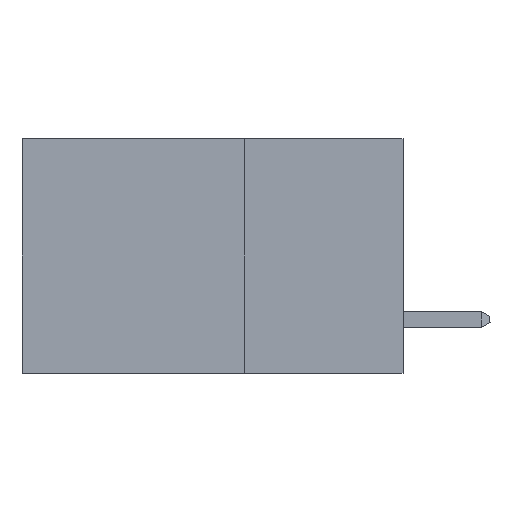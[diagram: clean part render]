
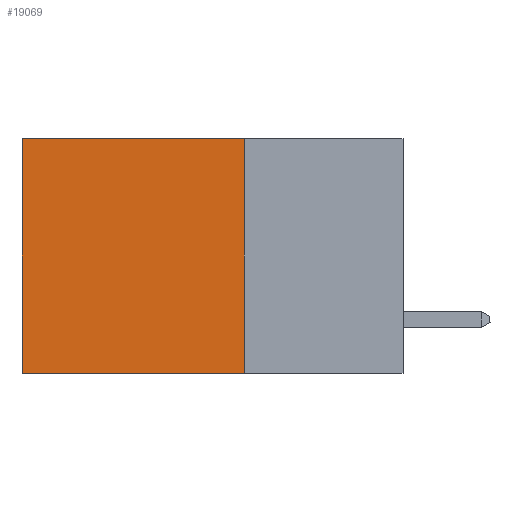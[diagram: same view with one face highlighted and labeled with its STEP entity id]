
A CAD part, left-side view. The second image highlights one B-rep face of the part: STEP entity #19069.
In plain terms, the highlighted planar face has unit normal (-1, 0, 0).
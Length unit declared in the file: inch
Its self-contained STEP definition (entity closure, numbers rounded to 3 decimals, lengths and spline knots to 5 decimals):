
#940 = DIRECTION ( 'NONE',  ( 0., 1., 0. ) ) ;
#1173 = CARTESIAN_POINT ( 'NONE',  ( 0.2875, 0.25, 0. ) ) ;
#1376 = CARTESIAN_POINT ( 'NONE',  ( 0.2875, 0.25, 0. ) ) ;
#2459 = VERTEX_POINT ( 'NONE', #2576 ) ;
#2576 = CARTESIAN_POINT ( 'NONE',  ( 0.2875, 0.6, -0.37 ) ) ;
#2781 = EDGE_CURVE ( 'NONE', #21905, #21217, #24033, .T. ) ;
#3326 = ORIENTED_EDGE ( 'NONE', *, *, #32544, .T. ) ;
#3689 = CARTESIAN_POINT ( 'NONE',  ( 0.2875, 0.25, -0.37 ) ) ;
#4230 = DIRECTION ( 'NONE',  ( 0., 0., -1. ) ) ;
#4348 = DIRECTION ( 'NONE',  ( 1., 0., 0. ) ) ;
#5505 = ORIENTED_EDGE ( 'NONE', *, *, #26976, .F. ) ;
#6048 = LINE ( 'NONE', #1376, #8003 ) ;
#6682 = VECTOR ( 'NONE', #4230, 39.37008 ) ;
#8003 = VECTOR ( 'NONE', #940, 39.37008 ) ;
#9478 = FACE_OUTER_BOUND ( 'NONE', #27454, .T. ) ;
#9673 = PLANE ( 'NONE',  #26505 ) ;
#11436 = CARTESIAN_POINT ( 'NONE',  ( 0.2875, 0.25, 0. ) ) ;
#12782 = VERTEX_POINT ( 'NONE', #20215 ) ;
#13563 = DIRECTION ( 'NONE',  ( 0., 0., -1. ) ) ;
#19069 = ADVANCED_FACE ( 'NONE', ( #9478 ), #9673, .F. ) ;
#19306 = VECTOR ( 'NONE', #29293, 39.37008 ) ;
#19604 = DIRECTION ( 'NONE',  ( 0., 0., -1. ) ) ;
#20215 = CARTESIAN_POINT ( 'NONE',  ( 0.2875, 0.6, 0. ) ) ;
#20940 = ORIENTED_EDGE ( 'NONE', *, *, #29880, .T. ) ;
#21217 = VERTEX_POINT ( 'NONE', #22528 ) ;
#21905 = VERTEX_POINT ( 'NONE', #1173 ) ;
#22160 = ORIENTED_EDGE ( 'NONE', *, *, #2781, .F. ) ;
#22528 = CARTESIAN_POINT ( 'NONE',  ( 0.2875, 0.25, -0.37 ) ) ;
#24033 = LINE ( 'NONE', #11436, #6682 ) ;
#24827 = LINE ( 'NONE', #28734, #27569 ) ;
#26505 = AXIS2_PLACEMENT_3D ( 'NONE', #29502, #4348, #19604 ) ;
#26976 = EDGE_CURVE ( 'NONE', #21217, #2459, #30545, .T. ) ;
#27454 = EDGE_LOOP ( 'NONE', ( #20940, #5505, #22160, #3326 ) ) ;
#27569 = VECTOR ( 'NONE', #13563, 39.37008 ) ;
#28734 = CARTESIAN_POINT ( 'NONE',  ( 0.2875, 0.6, 0. ) ) ;
#29293 = DIRECTION ( 'NONE',  ( 0., 1., 0. ) ) ;
#29502 = CARTESIAN_POINT ( 'NONE',  ( 0.2875, 0.25, 0. ) ) ;
#29880 = EDGE_CURVE ( 'NONE', #12782, #2459, #24827, .T. ) ;
#30545 = LINE ( 'NONE', #3689, #19306 ) ;
#32544 = EDGE_CURVE ( 'NONE', #21905, #12782, #6048, .T. ) ;
